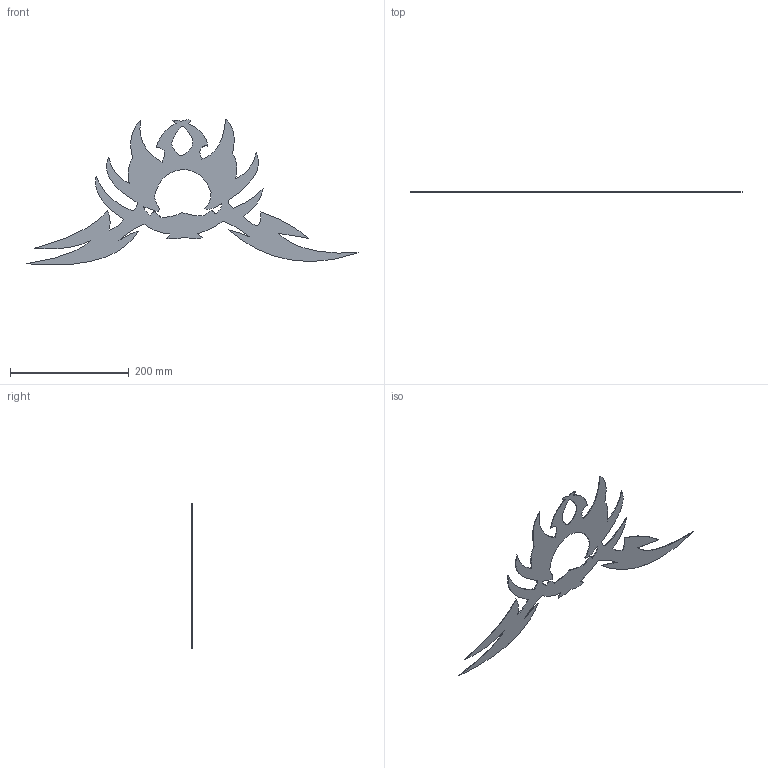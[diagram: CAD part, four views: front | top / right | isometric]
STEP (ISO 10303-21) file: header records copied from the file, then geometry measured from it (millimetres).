
FILE_DESCRIPTION(/* description */ (''),/* implementation_level */ '2;1');
FILE_NAME(/* name */ 'Logo.step',/* time_stamp */ '2019-08-01T19:29:24+02:00',/* author */ ('Bjack55'),/* organization */ (''),/* preprocessor_version */ 'ST-DEVELOPER v18',/* originating_system */ 'Autodesk Translation Framework v8.2.0.1029',/* authorisation */ '');
FILE_SCHEMA (('AUTOMOTIVE_DESIGN { 1 0 10303 214 3 1 1 }'));
Length unit declared in the file: millimetre
Products named in the file (2): Placca; Component1
Assembly tree (1 placements, depth 2):
  Placca
    Component1
Bounding box: 558.38 x 1 x 245.53 mm (x, y, z)
Volume: 37607.2 mm3; surface area: 78567.1 mm2
Topology: 1 solids, 1 shells, 94 faces, 276 edges, 184 vertices
Faces by surface type: bspline 89, plane 5
Entity records: 3299 total; most frequent: CARTESIAN_POINT 1358, ORIENTED_EDGE 552, EDGE_CURVE 276, VERTEX_POINT 184, B_SPLINE_CURVE_WITH_KNOTS 178, DIRECTION 114, EDGE_LOOP 98, LINE 98
